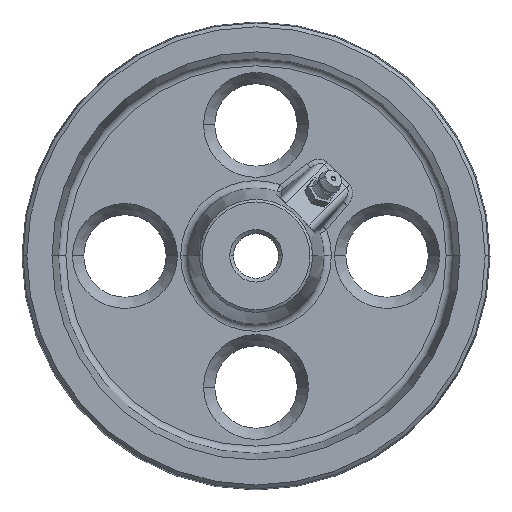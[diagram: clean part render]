
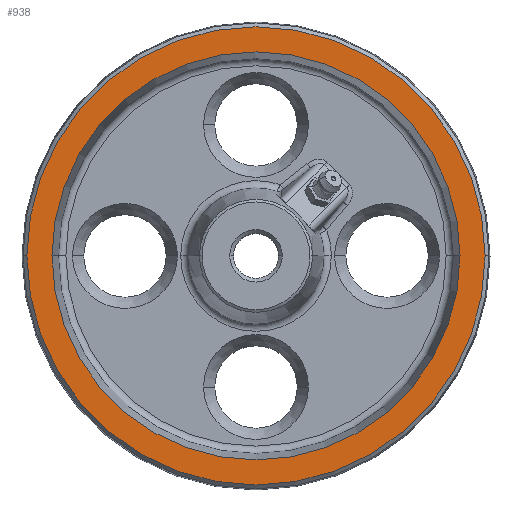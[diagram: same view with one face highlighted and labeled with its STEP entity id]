
A CAD part, top view. The second image highlights one B-rep face of the part: STEP entity #938.
In plain terms, the highlighted planar face has unit normal (0, 0, 1).
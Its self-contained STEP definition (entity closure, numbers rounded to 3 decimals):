
#86 = CARTESIAN_POINT ( 'NONE',  ( -61.194, 0., 16.5 ) ) ;
#118 = CARTESIAN_POINT ( 'NONE',  ( 0., 0., 16.5 ) ) ;
#410 = DIRECTION ( 'NONE',  ( -1., 0., 0. ) ) ;
#466 = EDGE_CURVE ( 'NONE', #1216, #2347, #478, .T. ) ;
#478 = CIRCLE ( 'NONE', #1097, 54.5 ) ;
#557 = AXIS2_PLACEMENT_3D ( 'NONE', #4671, #2529, #3968 ) ;
#719 = CIRCLE ( 'NONE', #1424, 54.5 ) ;
#925 = VERTEX_POINT ( 'NONE', #4649 ) ;
#938 = ADVANCED_FACE ( 'NONE', ( #3203, #3551 ), #1725, .F. ) ;
#950 = CIRCLE ( 'NONE', #557, 61.194 ) ;
#965 = DIRECTION ( 'NONE',  ( 0., 0., -1. ) ) ;
#989 = CARTESIAN_POINT ( 'NONE',  ( -62.212, 0., 16.5 ) ) ;
#1097 = AXIS2_PLACEMENT_3D ( 'NONE', #1361, #1118, #3348 ) ;
#1118 = DIRECTION ( 'NONE',  ( 0., 0., 1. ) ) ;
#1216 = VERTEX_POINT ( 'NONE', #1421 ) ;
#1361 = CARTESIAN_POINT ( 'NONE',  ( 0., 0., 16.5 ) ) ;
#1421 = CARTESIAN_POINT ( 'NONE',  ( -54.5, 0., 16.5 ) ) ;
#1424 = AXIS2_PLACEMENT_3D ( 'NONE', #1696, #1724, #4648 ) ;
#1442 = EDGE_LOOP ( 'NONE', ( #4368, #3808 ) ) ;
#1696 = CARTESIAN_POINT ( 'NONE',  ( 0., 0., 16.5 ) ) ;
#1721 = AXIS2_PLACEMENT_3D ( 'NONE', #118, #2301, #410 ) ;
#1724 = DIRECTION ( 'NONE',  ( 0., 0., 1. ) ) ;
#1725 = PLANE ( 'NONE',  #1915 ) ;
#1731 = EDGE_LOOP ( 'NONE', ( #3981, #3037 ) ) ;
#1915 = AXIS2_PLACEMENT_3D ( 'NONE', #989, #965, #4618 ) ;
#2301 = DIRECTION ( 'NONE',  ( 0., 0., 1. ) ) ;
#2347 = VERTEX_POINT ( 'NONE', #3194 ) ;
#2529 = DIRECTION ( 'NONE',  ( 0., 0., 1. ) ) ;
#3037 = ORIENTED_EDGE ( 'NONE', *, *, #3594, .T. ) ;
#3194 = CARTESIAN_POINT ( 'NONE',  ( 54.5, 0., 16.5 ) ) ;
#3203 = FACE_OUTER_BOUND ( 'NONE', #1731, .T. ) ;
#3348 = DIRECTION ( 'NONE',  ( 1., 0., 0. ) ) ;
#3551 = FACE_BOUND ( 'NONE', #1442, .T. ) ;
#3594 = EDGE_CURVE ( 'NONE', #925, #4055, #950, .T. ) ;
#3654 = EDGE_CURVE ( 'NONE', #4055, #925, #4479, .T. ) ;
#3808 = ORIENTED_EDGE ( 'NONE', *, *, #466, .F. ) ;
#3968 = DIRECTION ( 'NONE',  ( -1., 0., 0. ) ) ;
#3981 = ORIENTED_EDGE ( 'NONE', *, *, #3654, .T. ) ;
#4055 = VERTEX_POINT ( 'NONE', #86 ) ;
#4368 = ORIENTED_EDGE ( 'NONE', *, *, #4696, .F. ) ;
#4479 = CIRCLE ( 'NONE', #1721, 61.194 ) ;
#4618 = DIRECTION ( 'NONE',  ( -1., 0., 0. ) ) ;
#4648 = DIRECTION ( 'NONE',  ( 1., 0., 0. ) ) ;
#4649 = CARTESIAN_POINT ( 'NONE',  ( 61.194, 0., 16.5 ) ) ;
#4671 = CARTESIAN_POINT ( 'NONE',  ( 0., 0., 16.5 ) ) ;
#4696 = EDGE_CURVE ( 'NONE', #2347, #1216, #719, .T. ) ;
